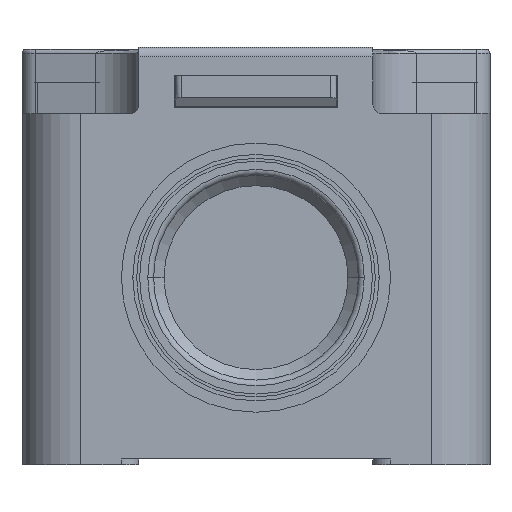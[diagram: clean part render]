
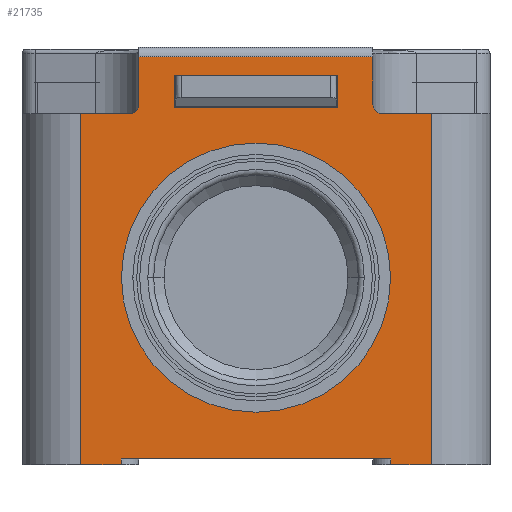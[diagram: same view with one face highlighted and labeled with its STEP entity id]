
A CAD part, front view. The second image highlights one B-rep face of the part: STEP entity #21735.
In plain terms, the highlighted face is planar.
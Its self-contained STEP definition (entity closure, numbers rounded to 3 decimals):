
#98=DIRECTION('',(1.,0.,0.));
#99=VECTOR('',#98,3.5);
#100=CARTESIAN_POINT('',(11.5,0.,37.));
#101=LINE('',#100,#99);
#110=DIRECTION('',(1.,0.,0.));
#111=VECTOR('',#110,3.5);
#112=CARTESIAN_POINT('',(-15.,0.,37.));
#113=LINE('',#112,#111);
#285=DIRECTION('',(1.,0.,0.));
#286=VECTOR('',#285,4.2);
#287=CARTESIAN_POINT('',(-15.,30.,37.));
#288=LINE('',#287,#286);
#301=DIRECTION('',(1.,0.,0.));
#302=VECTOR('',#301,4.2);
#303=CARTESIAN_POINT('',(10.8,30.,37.));
#304=LINE('',#303,#302);
#952=DIRECTION('',(1.,0.,0.));
#953=VECTOR('',#952,23.);
#954=CARTESIAN_POINT('',(-11.5,0.5,37.));
#955=LINE('',#954,#953);
#3970=DIRECTION('',(0.,-1.,0.));
#3971=VECTOR('',#3970,0.5);
#3972=CARTESIAN_POINT('',(11.5,0.5,37.));
#3973=LINE('',#3972,#3971);
#3988=DIRECTION('',(0.,-1.,0.));
#3989=VECTOR('',#3988,2.8);
#3990=CARTESIAN_POINT('',(7.,33.3,37.));
#3991=LINE('',#3990,#3989);
#3992=DIRECTION('',(1.,0.,0.));
#3993=VECTOR('',#3992,14.);
#3994=CARTESIAN_POINT('',(-7.,33.3,37.));
#3995=LINE('',#3994,#3993);
#3996=DIRECTION('',(0.,1.,0.));
#3997=VECTOR('',#3996,2.8);
#3998=CARTESIAN_POINT('',(-7.,30.5,37.));
#3999=LINE('',#3998,#3997);
#4000=DIRECTION('',(-1.,0.,0.));
#4001=VECTOR('',#4000,14.);
#4002=CARTESIAN_POINT('',(7.,30.5,37.));
#4003=LINE('',#4002,#4001);
#4004=DIRECTION('',(0.,-1.,0.));
#4005=VECTOR('',#4004,4.1);
#4006=CARTESIAN_POINT('',(-10.,34.9,37.));
#4007=LINE('',#4006,#4005);
#4008=DIRECTION('',(0.,1.,0.));
#4009=VECTOR('',#4008,4.1);
#4010=CARTESIAN_POINT('',(10.,30.8,37.));
#4011=LINE('',#4010,#4009);
#4074=CARTESIAN_POINT('',(-10.8,30.8,37.));
#4075=DIRECTION('',(0.,0.,-1.));
#4076=DIRECTION('',(1.,0.,0.));
#4077=AXIS2_PLACEMENT_3D('',#4074,#4075,#4076);
#4087=DIRECTION('',(-1.,0.,0.));
#4088=VECTOR('',#4087,20.);
#4089=CARTESIAN_POINT('',(10.,34.9,37.));
#4090=LINE('',#4089,#4088);
#4109=CARTESIAN_POINT('',(10.8,30.8,37.));
#4110=DIRECTION('',(0.,0.,-1.));
#4111=DIRECTION('',(0.,-1.,0.));
#4112=AXIS2_PLACEMENT_3D('',#4109,#4110,#4111);
#4216=CARTESIAN_POINT('',(0.,16.,37.));
#4217=DIRECTION('',(0.,0.,1.));
#4218=DIRECTION('',(-1.,0.,0.));
#4219=AXIS2_PLACEMENT_3D('',#4216,#4217,#4218);
#4234=CARTESIAN_POINT('',(0.,16.,37.));
#4235=DIRECTION('',(0.,0.,1.));
#4236=DIRECTION('',(1.,0.,0.));
#4237=AXIS2_PLACEMENT_3D('',#4234,#4235,#4236);
#4971=DIRECTION('',(0.,-1.,0.));
#4972=VECTOR('',#4971,30.);
#4973=CARTESIAN_POINT('',(-15.,30.,37.));
#4974=LINE('',#4973,#4972);
#5853=DIRECTION('',(0.,-1.,0.));
#5854=VECTOR('',#5853,30.);
#5855=CARTESIAN_POINT('',(15.,30.,37.));
#5856=LINE('',#5855,#5854);
#5862=DIRECTION('',(0.,1.,0.));
#5863=VECTOR('',#5862,0.5);
#5864=CARTESIAN_POINT('',(-11.5,0.,37.));
#5865=LINE('',#5864,#5863);
#12683=CARTESIAN_POINT('',(7.,33.3,37.));
#12684=CARTESIAN_POINT('',(7.,30.5,37.));
#12685=VERTEX_POINT('',#12683);
#12686=VERTEX_POINT('',#12684);
#12687=CARTESIAN_POINT('',(-7.,30.5,37.));
#12688=VERTEX_POINT('',#12687);
#12689=CARTESIAN_POINT('',(-7.,33.3,37.));
#12690=VERTEX_POINT('',#12689);
#12783=CARTESIAN_POINT('',(15.,0.,37.));
#12784=VERTEX_POINT('',#12783);
#12785=CARTESIAN_POINT('',(15.,30.,37.));
#12786=VERTEX_POINT('',#12785);
#12787=CARTESIAN_POINT('',(-15.,30.,37.));
#12788=CARTESIAN_POINT('',(-15.,0.,37.));
#12789=VERTEX_POINT('',#12787);
#12790=VERTEX_POINT('',#12788);
#12907=CARTESIAN_POINT('',(11.5,0.5,37.));
#12908=CARTESIAN_POINT('',(11.5,0.,37.));
#12909=VERTEX_POINT('',#12907);
#12910=VERTEX_POINT('',#12908);
#12923=CARTESIAN_POINT('',(-11.5,0.,37.));
#12924=CARTESIAN_POINT('',(-11.5,0.5,37.));
#12925=VERTEX_POINT('',#12923);
#12926=VERTEX_POINT('',#12924);
#13145=CARTESIAN_POINT('',(10.,34.9,37.));
#13146=CARTESIAN_POINT('',(-10.,34.9,37.));
#13147=VERTEX_POINT('',#13145);
#13148=VERTEX_POINT('',#13146);
#13201=CARTESIAN_POINT('',(10.,30.8,37.));
#13203=VERTEX_POINT('',#13201);
#13206=CARTESIAN_POINT('',(-10.,30.8,37.));
#13208=VERTEX_POINT('',#13206);
#13209=CARTESIAN_POINT('',(-10.8,30.,37.));
#13210=VERTEX_POINT('',#13209);
#13211=CARTESIAN_POINT('',(10.8,30.,37.));
#13212=VERTEX_POINT('',#13211);
#13245=CARTESIAN_POINT('',(10.53,16.,37.));
#13246=CARTESIAN_POINT('',(-10.53,16.,37.));
#13247=VERTEX_POINT('',#13245);
#13248=VERTEX_POINT('',#13246);
#21690=CARTESIAN_POINT('',(-20.,0.,37.));
#21691=DIRECTION('',(0.,0.,1.));
#21692=DIRECTION('',(1.,0.,0.));
#21693=AXIS2_PLACEMENT_3D('',#21690,#21691,#21692);
#21694=PLANE('',#21693);
#21695=ORIENTED_EDGE('',*,*,#16529,.T.);
#21697=ORIENTED_EDGE('',*,*,#21696,.F.);
#21699=ORIENTED_EDGE('',*,*,#21698,.F.);
#21701=ORIENTED_EDGE('',*,*,#21700,.F.);
#21703=ORIENTED_EDGE('',*,*,#21702,.F.);
#21705=ORIENTED_EDGE('',*,*,#21704,.F.);
#21706=ORIENTED_EDGE('',*,*,#16545,.T.);
#21708=ORIENTED_EDGE('',*,*,#21707,.T.);
#21709=ORIENTED_EDGE('',*,*,#16424,.F.);
#21710=ORIENTED_EDGE('',*,*,#21682,.F.);
#21711=ORIENTED_EDGE('',*,*,#17742,.F.);
#21713=ORIENTED_EDGE('',*,*,#21712,.F.);
#21714=ORIENTED_EDGE('',*,*,#16454,.F.);
#21716=ORIENTED_EDGE('',*,*,#21715,.F.);
#21717=EDGE_LOOP('',(#21695,#21697,#21699,#21701,#21703,#21705,#21706,#21708,
#21709,#21710,#21711,#21713,#21714,#21716));
#21718=FACE_OUTER_BOUND('',#21717,.F.);
#21720=ORIENTED_EDGE('',*,*,#21719,.T.);
#21722=ORIENTED_EDGE('',*,*,#21721,.T.);
#21723=EDGE_LOOP('',(#21720,#21722));
#21724=FACE_BOUND('',#21723,.F.);
#21726=ORIENTED_EDGE('',*,*,#21725,.F.);
#21728=ORIENTED_EDGE('',*,*,#21727,.F.);
#21730=ORIENTED_EDGE('',*,*,#21729,.F.);
#21732=ORIENTED_EDGE('',*,*,#21731,.F.);
#21733=EDGE_LOOP('',(#21726,#21728,#21730,#21732));
#21734=FACE_BOUND('',#21733,.F.);
#21735=ADVANCED_FACE('',(#21718,#21724,#21734),#21694,.T.);
#4078=CIRCLE('',#4077,0.8);
#4113=CIRCLE('',#4112,0.8);
#4220=CIRCLE('',#4219,10.53);
#4238=CIRCLE('',#4237,10.53);
#16424=EDGE_CURVE('',#12910,#12784,#101,.T.);
#16454=EDGE_CURVE('',#12790,#12925,#113,.T.);
#16529=EDGE_CURVE('',#12789,#13210,#288,.T.);
#16545=EDGE_CURVE('',#13212,#12786,#304,.T.);
#17742=EDGE_CURVE('',#12926,#12909,#955,.T.);
#21682=EDGE_CURVE('',#12909,#12910,#3973,.T.);
#21696=EDGE_CURVE('',#13208,#13210,#4078,.T.);
#21698=EDGE_CURVE('',#13148,#13208,#4007,.T.);
#21700=EDGE_CURVE('',#13147,#13148,#4090,.T.);
#21702=EDGE_CURVE('',#13203,#13147,#4011,.T.);
#21704=EDGE_CURVE('',#13212,#13203,#4113,.T.);
#21707=EDGE_CURVE('',#12786,#12784,#5856,.T.);
#21712=EDGE_CURVE('',#12925,#12926,#5865,.T.);
#21715=EDGE_CURVE('',#12789,#12790,#4974,.T.);
#21719=EDGE_CURVE('',#13248,#13247,#4220,.T.);
#21721=EDGE_CURVE('',#13247,#13248,#4238,.T.);
#21725=EDGE_CURVE('',#12685,#12686,#3991,.T.);
#21727=EDGE_CURVE('',#12690,#12685,#3995,.T.);
#21729=EDGE_CURVE('',#12688,#12690,#3999,.T.);
#21731=EDGE_CURVE('',#12686,#12688,#4003,.T.);
